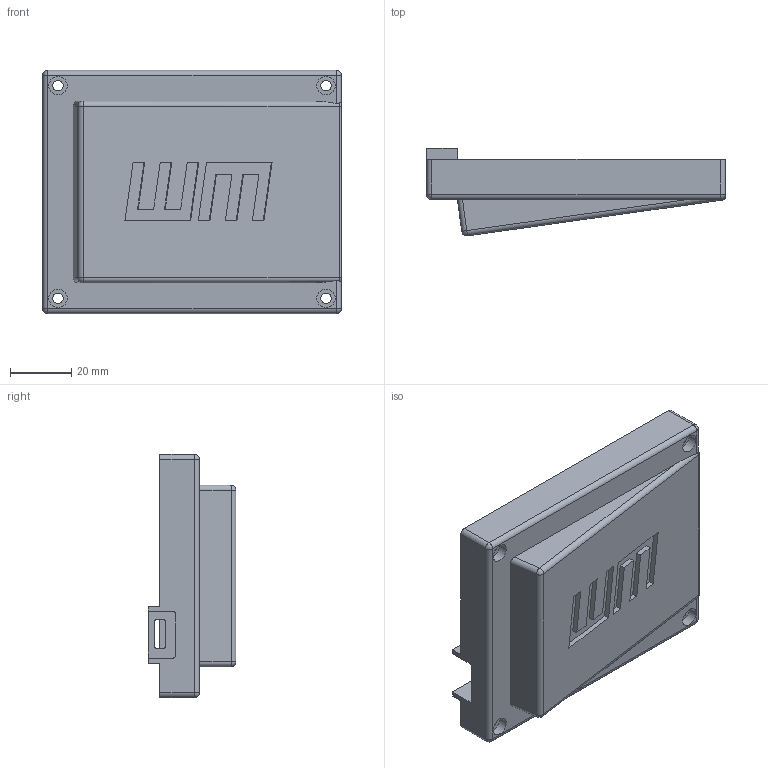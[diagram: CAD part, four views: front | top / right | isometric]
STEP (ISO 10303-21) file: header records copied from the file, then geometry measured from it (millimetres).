
FILE_DESCRIPTION(/* description */ (''),/* implementation_level */ '2;1');
FILE_NAME(/* name */ 'Bottom.step',/* time_stamp */ '2025-06-28T13:35:53-04:00',/* author */ ('Designer'),/* organization */ (''),/* preprocessor_version */ 'ST-DEVELOPER v20',/* originating_system */ 'Autodesk Inventor 2024',/* authorisation */ '');
FILE_SCHEMA (('AUTOMOTIVE_DESIGN { 1 0 10303 214 3 1 1 }'));
Length unit declared in the file: inch
Products named in the file (1): Base
Bounding box: 97.35 x 28.62 x 79.25 mm (x, y, z)
Volume: 72398.2 mm3; surface area: 26222.6 mm2
Topology: 1 solids, 1 shells, 178 faces, 463 edges, 302 vertices
Faces by surface type: plane 103, bspline 40, cylinder 29, sphere 6
Full cylindrical faces by diameter (mm): 3.4 x4, 6 x4
Entity records: 5734 total; most frequent: CARTESIAN_POINT 1526, ORIENTED_EDGE 926, DIRECTION 721, EDGE_CURVE 463, LINE 323, VECTOR 323, VERTEX_POINT 302, EDGE_LOOP 203
